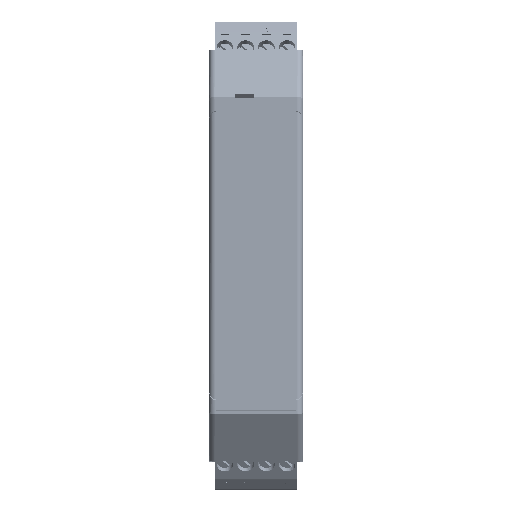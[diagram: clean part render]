
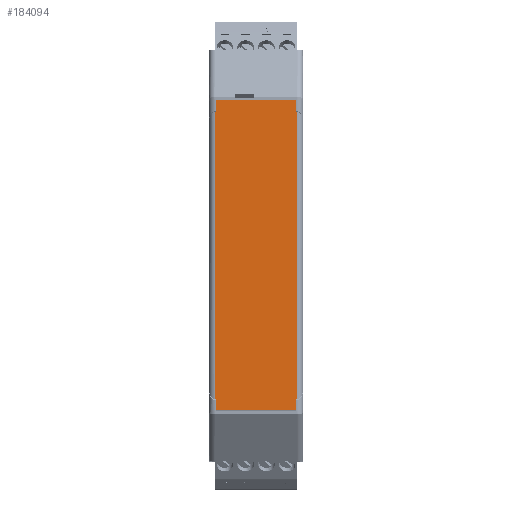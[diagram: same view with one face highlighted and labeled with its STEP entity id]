
A CAD part, top view. The second image highlights one B-rep face of the part: STEP entity #184094.
In plain terms, the highlighted planar face has unit normal (0, 0, 1).
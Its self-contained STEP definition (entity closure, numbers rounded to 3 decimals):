
#15445=FACE_OUTER_BOUND('',#25569,.T.);
#25569=EDGE_LOOP('',(#166493,#166494,#166495,#166496,#166497,#166498,#166499,
#166500,#166501,#166502,#166503,#166504));
#47970=LINE('',#306943,#70456);
#47989=LINE('',#306995,#70475);
#48000=LINE('',#307023,#70486);
#48002=LINE('',#307029,#70488);
#48007=LINE('',#307045,#70493);
#48008=LINE('',#307047,#70494);
#48009=LINE('',#307049,#70495);
#48010=LINE('',#307051,#70496);
#48011=LINE('',#307053,#70497);
#48012=LINE('',#307054,#70498);
#48013=LINE('',#307055,#70499);
#48014=LINE('',#307056,#70500);
#70456=VECTOR('',#244928,1.);
#70475=VECTOR('',#244967,1.);
#70486=VECTOR('',#244998,1.);
#70488=VECTOR('',#245004,1.);
#70493=VECTOR('',#245017,1.);
#70494=VECTOR('',#245018,1.);
#70495=VECTOR('',#245019,1.);
#70496=VECTOR('',#245020,1.);
#70497=VECTOR('',#245021,1.);
#70498=VECTOR('',#245022,1.);
#70499=VECTOR('',#245023,1.);
#70500=VECTOR('',#245024,1.);
#87922=VERTEX_POINT('',#306940);
#87923=VERTEX_POINT('',#306942);
#87940=VERTEX_POINT('',#306981);
#87946=VERTEX_POINT('',#306993);
#87953=VERTEX_POINT('',#307022);
#87955=VERTEX_POINT('',#307028);
#87961=VERTEX_POINT('',#307043);
#87962=VERTEX_POINT('',#307044);
#87963=VERTEX_POINT('',#307046);
#87964=VERTEX_POINT('',#307048);
#87965=VERTEX_POINT('',#307050);
#87966=VERTEX_POINT('',#307052);
#114111=EDGE_CURVE('',#87923,#87922,#47970,.T.);
#114135=EDGE_CURVE('',#87946,#87940,#47989,.T.);
#114149=EDGE_CURVE('',#87953,#87940,#48000,.T.);
#114152=EDGE_CURVE('',#87955,#87923,#48002,.T.);
#114159=EDGE_CURVE('',#87961,#87962,#48007,.T.);
#114160=EDGE_CURVE('',#87963,#87962,#48008,.T.);
#114161=EDGE_CURVE('',#87963,#87964,#48009,.T.);
#114162=EDGE_CURVE('',#87965,#87964,#48010,.T.);
#114163=EDGE_CURVE('',#87965,#87966,#48011,.T.);
#114164=EDGE_CURVE('',#87953,#87966,#48012,.T.);
#114165=EDGE_CURVE('',#87946,#87955,#48013,.T.);
#114166=EDGE_CURVE('',#87922,#87961,#48014,.T.);
#166493=ORIENTED_EDGE('',*,*,#114159,.T.);
#166494=ORIENTED_EDGE('',*,*,#114160,.F.);
#166495=ORIENTED_EDGE('',*,*,#114161,.T.);
#166496=ORIENTED_EDGE('',*,*,#114162,.F.);
#166497=ORIENTED_EDGE('',*,*,#114163,.T.);
#166498=ORIENTED_EDGE('',*,*,#114164,.F.);
#166499=ORIENTED_EDGE('',*,*,#114149,.T.);
#166500=ORIENTED_EDGE('',*,*,#114135,.F.);
#166501=ORIENTED_EDGE('',*,*,#114165,.T.);
#166502=ORIENTED_EDGE('',*,*,#114152,.T.);
#166503=ORIENTED_EDGE('',*,*,#114111,.T.);
#166504=ORIENTED_EDGE('',*,*,#114166,.T.);
#174667=PLANE('',#196962);
#184094=ADVANCED_FACE('',(#15445),#174667,.T.);
#196962=AXIS2_PLACEMENT_3D('',#307042,#245015,#245016);
#244928=DIRECTION('',(-1.,0.,0.));
#244967=DIRECTION('',(0.,-1.,0.));
#244998=DIRECTION('',(1.,0.,0.));
#245004=DIRECTION('',(0.,1.,0.));
#245015=DIRECTION('center_axis',(0.,0.,
1.));
#245016=DIRECTION('ref_axis',(0.,-1.,0.));
#245017=DIRECTION('',(-1.,0.,0.));
#245018=DIRECTION('',(0.,1.,0.));
#245019=DIRECTION('',(-1.,0.,0.));
#245020=DIRECTION('',(0.,1.,0.));
#245021=DIRECTION('',(1.,0.,0.));
#245022=DIRECTION('',(0.,1.,0.));
#245023=DIRECTION('',(1.,0.,0.));
#245024=DIRECTION('',(0.,1.,0.));
#306940=CARTESIAN_POINT('',(7.45,15.92,111.289));
#306942=CARTESIAN_POINT('',(7.6,15.92,111.289));
#306943=CARTESIAN_POINT('',(9.1,15.92,111.289));
#306981=CARTESIAN_POINT('',(7.45,-55.88,111.289));
#306993=CARTESIAN_POINT('',(7.45,-53.28,111.289));
#306995=CARTESIAN_POINT('',(7.45,-51.46,111.289));
#307022=CARTESIAN_POINT('',(-11.85,-55.88,111.289));
#307023=CARTESIAN_POINT('',(-6.95,-55.88,111.289));
#307028=CARTESIAN_POINT('',(7.6,-53.28,111.289));
#307029=CARTESIAN_POINT('',(7.6,-51.46,111.289));
#307042=CARTESIAN_POINT('Origin',(-10.472,-55.88,111.289));
#307043=CARTESIAN_POINT('',(7.45,18.82,111.289));
#307044=CARTESIAN_POINT('',(-11.85,18.82,111.289));
#307045=CARTESIAN_POINT('',(9.1,18.82,111.289));
#307046=CARTESIAN_POINT('',(-11.85,15.92,111.289));
#307047=CARTESIAN_POINT('',(-11.85,-51.46,111.289));
#307048=CARTESIAN_POINT('',(-12.,15.92,111.289));
#307049=CARTESIAN_POINT('',(9.1,15.92,111.289));
#307050=CARTESIAN_POINT('',(-12.,-53.28,111.289));
#307051=CARTESIAN_POINT('',(-12.,-51.46,111.289));
#307052=CARTESIAN_POINT('',(-11.85,-53.28,111.289));
#307053=CARTESIAN_POINT('',(9.1,-53.28,111.289));
#307054=CARTESIAN_POINT('',(-11.85,-51.46,111.289));
#307055=CARTESIAN_POINT('',(9.1,-53.28,111.289));
#307056=CARTESIAN_POINT('',(7.45,-51.46,111.289));
